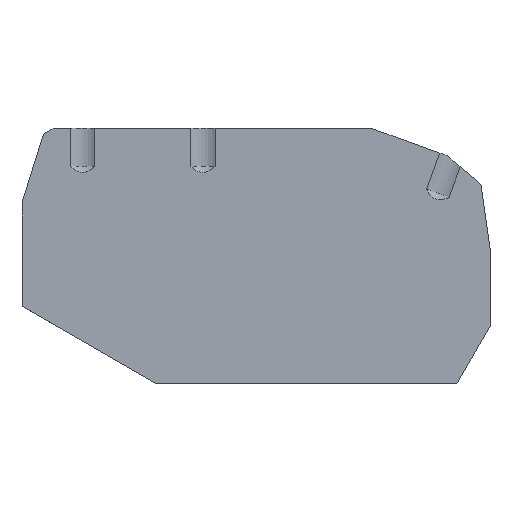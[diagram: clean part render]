
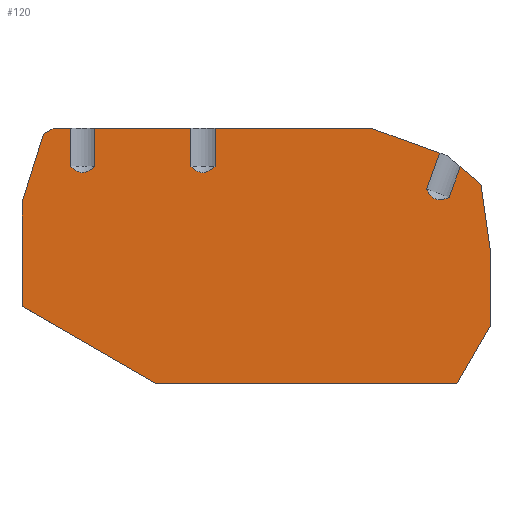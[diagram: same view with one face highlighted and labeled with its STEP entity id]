
A CAD part, top view. The second image highlights one B-rep face of the part: STEP entity #120.
In plain terms, the highlighted planar face has unit normal (0, 0, 1).
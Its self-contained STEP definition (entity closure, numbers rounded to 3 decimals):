
#120=ADVANCED_FACE('',(#163),#150,.F.);
#150=PLANE('',#607);
#163=FACE_OUTER_BOUND('',#193,.T.);
#193=EDGE_LOOP('',(#238,#239,#240,#241,#242,#243,#244,#245,#246,#247,#248,
#249,#250,#251,#252,#253,#254,#255,#256,#257,#258,#259));
#223=B_SPLINE_CURVE_WITH_KNOTS('',3,(#779,#780,#781,#782),.UNSPECIFIED.,
 .F.,.F.,(4,4),(0.,1.),.UNSPECIFIED.);
#224=B_SPLINE_CURVE_WITH_KNOTS('',3,(#790,#791,#792,#793),.UNSPECIFIED.,
 .F.,.F.,(4,4),(0.,1.),.UNSPECIFIED.);
#225=B_SPLINE_CURVE_WITH_KNOTS('',3,(#819,#820,#821,#822),.UNSPECIFIED.,
 .F.,.F.,(4,4),(0.,1.),.UNSPECIFIED.);
#238=ORIENTED_EDGE('',*,*,#429,.T.);
#239=ORIENTED_EDGE('',*,*,#430,.F.);
#240=ORIENTED_EDGE('',*,*,#431,.F.);
#241=ORIENTED_EDGE('',*,*,#432,.F.);
#242=ORIENTED_EDGE('',*,*,#433,.T.);
#243=ORIENTED_EDGE('',*,*,#434,.T.);
#244=ORIENTED_EDGE('',*,*,#435,.F.);
#245=ORIENTED_EDGE('',*,*,#436,.F.);
#246=ORIENTED_EDGE('',*,*,#437,.T.);
#247=ORIENTED_EDGE('',*,*,#438,.T.);
#248=ORIENTED_EDGE('',*,*,#439,.F.);
#249=ORIENTED_EDGE('',*,*,#440,.F.);
#250=ORIENTED_EDGE('',*,*,#441,.F.);
#251=ORIENTED_EDGE('',*,*,#442,.F.);
#252=ORIENTED_EDGE('',*,*,#443,.F.);
#253=ORIENTED_EDGE('',*,*,#444,.F.);
#254=ORIENTED_EDGE('',*,*,#445,.T.);
#255=ORIENTED_EDGE('',*,*,#446,.F.);
#256=ORIENTED_EDGE('',*,*,#447,.F.);
#257=ORIENTED_EDGE('',*,*,#448,.F.);
#258=ORIENTED_EDGE('',*,*,#449,.F.);
#259=ORIENTED_EDGE('',*,*,#450,.T.);
#384=VERTEX_POINT('',#771);
#385=VERTEX_POINT('',#772);
#386=VERTEX_POINT('',#774);
#387=VERTEX_POINT('',#776);
#388=VERTEX_POINT('',#778);
#389=VERTEX_POINT('',#783);
#390=VERTEX_POINT('',#785);
#391=VERTEX_POINT('',#787);
#392=VERTEX_POINT('',#789);
#393=VERTEX_POINT('',#794);
#394=VERTEX_POINT('',#796);
#395=VERTEX_POINT('',#798);
#396=VERTEX_POINT('',#800);
#397=VERTEX_POINT('',#802);
#398=VERTEX_POINT('',#804);
#399=VERTEX_POINT('',#806);
#400=VERTEX_POINT('',#808);
#401=VERTEX_POINT('',#810);
#402=VERTEX_POINT('',#812);
#403=VERTEX_POINT('',#814);
#404=VERTEX_POINT('',#816);
#405=VERTEX_POINT('',#818);
#429=EDGE_CURVE('',#384,#385,#502,.T.);
#430=EDGE_CURVE('',#386,#385,#503,.T.);
#431=EDGE_CURVE('',#387,#386,#504,.T.);
#432=EDGE_CURVE('',#388,#387,#505,.T.);
#433=EDGE_CURVE('',#388,#389,#223,.T.);
#434=EDGE_CURVE('',#389,#390,#506,.T.);
#435=EDGE_CURVE('',#391,#390,#507,.T.);
#436=EDGE_CURVE('',#392,#391,#508,.T.);
#437=EDGE_CURVE('',#392,#393,#224,.T.);
#438=EDGE_CURVE('',#393,#394,#509,.T.);
#439=EDGE_CURVE('',#395,#394,#510,.T.);
#440=EDGE_CURVE('',#396,#395,#511,.T.);
#441=EDGE_CURVE('',#397,#396,#512,.T.);
#442=EDGE_CURVE('',#398,#397,#513,.T.);
#443=EDGE_CURVE('',#399,#398,#514,.T.);
#444=EDGE_CURVE('',#400,#399,#515,.T.);
#445=EDGE_CURVE('',#400,#401,#516,.T.);
#446=EDGE_CURVE('',#402,#401,#517,.T.);
#447=EDGE_CURVE('',#403,#402,#518,.T.);
#448=EDGE_CURVE('',#404,#403,#519,.T.);
#449=EDGE_CURVE('',#405,#404,#520,.T.);
#450=EDGE_CURVE('',#405,#384,#225,.T.);
#502=LINE('',#770,#554);
#503=LINE('',#773,#555);
#504=LINE('',#775,#556);
#505=LINE('',#777,#557);
#506=LINE('',#784,#558);
#507=LINE('',#786,#559);
#508=LINE('',#788,#560);
#509=LINE('',#795,#561);
#510=LINE('',#797,#562);
#511=LINE('',#799,#563);
#512=LINE('',#801,#564);
#513=LINE('',#803,#565);
#514=LINE('',#805,#566);
#515=LINE('',#807,#567);
#516=LINE('',#809,#568);
#517=LINE('',#811,#569);
#518=LINE('',#813,#570);
#519=LINE('',#815,#571);
#520=LINE('',#817,#572);
#554=VECTOR('',#645,1.);
#555=VECTOR('',#646,1.);
#556=VECTOR('',#647,1.);
#557=VECTOR('',#648,1.);
#558=VECTOR('',#649,1.);
#559=VECTOR('',#650,1.);
#560=VECTOR('',#651,1.);
#561=VECTOR('',#652,1.);
#562=VECTOR('',#653,1.);
#563=VECTOR('',#654,1.);
#564=VECTOR('',#655,1.);
#565=VECTOR('',#656,1.);
#566=VECTOR('',#657,1.);
#567=VECTOR('',#658,1.);
#568=VECTOR('',#659,1.);
#569=VECTOR('',#660,1.);
#570=VECTOR('',#661,1.);
#571=VECTOR('',#662,1.);
#572=VECTOR('',#663,1.);
#607=AXIS2_PLACEMENT_3D('',#823,#664,#665);
#645=DIRECTION('',(0.342,0.94,0.));
#646=DIRECTION('',(0.94,-0.342,0.));
#647=DIRECTION('',(1.,0.,0.));
#648=DIRECTION('',(0.,1.,0.));
#649=DIRECTION('',(0.,1.,0.));
#650=DIRECTION('',(1.,0.,0.));
#651=DIRECTION('',(0.,1.,0.));
#652=DIRECTION('',(0.,1.,0.));
#653=DIRECTION('',(1.,0.,0.));
#654=DIRECTION('',(0.869,0.494,0.));
#655=DIRECTION('',(0.296,0.955,0.));
#656=DIRECTION('',(0.,1.,0.));
#657=DIRECTION('',(-0.866,0.5,0.));
#658=DIRECTION('',(-1.,0.,0.));
#659=DIRECTION('',(0.5,0.866,0.));
#660=DIRECTION('',(0.,-1.,0.));
#661=DIRECTION('',(0.139,-0.99,0.));
#662=DIRECTION('',(0.766,-0.643,0.));
#663=DIRECTION('',(0.342,0.94,0.));
#664=DIRECTION('',(0.,0.,-1.));
#665=DIRECTION('',(-1.,0.,0.));
#770=CARTESIAN_POINT('',(25.366,22.153,-0.898));
#771=CARTESIAN_POINT('',(25.366,22.153,-0.898));
#772=CARTESIAN_POINT('',(26.837,26.194,-0.898));
#773=CARTESIAN_POINT('',(19.128,29.,-0.898));
#774=CARTESIAN_POINT('',(19.128,29.,-0.898));
#775=CARTESIAN_POINT('',(1.656,29.,-0.898));
#776=CARTESIAN_POINT('',(1.656,29.,-0.898));
#777=CARTESIAN_POINT('',(1.656,24.7,-0.898));
#778=CARTESIAN_POINT('',(1.656,24.7,-0.898));
#779=CARTESIAN_POINT('',(1.656,24.7,-0.898));
#780=CARTESIAN_POINT('',(0.661,23.765,-0.898));
#781=CARTESIAN_POINT('',(-0.052,23.757,-0.898));
#782=CARTESIAN_POINT('',(-1.056,24.7,-0.898));
#783=CARTESIAN_POINT('',(-1.056,24.7,-0.898));
#784=CARTESIAN_POINT('',(-1.056,24.7,-0.898));
#785=CARTESIAN_POINT('',(-1.056,29.,-0.898));
#786=CARTESIAN_POINT('',(-11.844,29.,-0.898));
#787=CARTESIAN_POINT('',(-11.844,29.,-0.898));
#788=CARTESIAN_POINT('',(-11.844,24.7,-0.898));
#789=CARTESIAN_POINT('',(-11.844,24.7,-0.898));
#790=CARTESIAN_POINT('',(-11.844,24.7,-0.898));
#791=CARTESIAN_POINT('',(-12.839,23.765,-0.898));
#792=CARTESIAN_POINT('',(-13.552,23.757,-0.898));
#793=CARTESIAN_POINT('',(-14.556,24.7,-0.898));
#794=CARTESIAN_POINT('',(-14.556,24.7,-0.898));
#795=CARTESIAN_POINT('',(-14.556,24.7,-0.898));
#796=CARTESIAN_POINT('',(-14.556,29.,-0.898));
#797=CARTESIAN_POINT('',(-16.4,29.,-0.898));
#798=CARTESIAN_POINT('',(-16.4,29.,-0.898));
#799=CARTESIAN_POINT('',(-17.605,28.315,-0.898));
#800=CARTESIAN_POINT('',(-17.605,28.315,-0.898));
#801=CARTESIAN_POINT('',(-20.,20.6,-0.898));
#802=CARTESIAN_POINT('',(-20.,20.6,-0.898));
#803=CARTESIAN_POINT('',(-20.,9.,-0.898));
#804=CARTESIAN_POINT('',(-20.,9.,-0.898));
#805=CARTESIAN_POINT('',(-4.931,0.3,-0.898));
#806=CARTESIAN_POINT('',(-4.931,0.3,-0.898));
#807=CARTESIAN_POINT('',(28.788,0.3,-0.898));
#808=CARTESIAN_POINT('',(28.788,0.3,-0.898));
#809=CARTESIAN_POINT('',(28.788,0.3,-0.898));
#810=CARTESIAN_POINT('',(32.5,6.73,-0.898));
#811=CARTESIAN_POINT('',(32.5,15.5,-0.898));
#812=CARTESIAN_POINT('',(32.5,15.5,-0.898));
#813=CARTESIAN_POINT('',(31.485,22.719,-0.898));
#814=CARTESIAN_POINT('',(31.485,22.719,-0.898));
#815=CARTESIAN_POINT('',(29.167,24.664,-0.898));
#816=CARTESIAN_POINT('',(29.167,24.664,-0.898));
#817=CARTESIAN_POINT('',(27.916,21.226,-0.898));
#818=CARTESIAN_POINT('',(27.916,21.226,-0.898));
#819=CARTESIAN_POINT('',(27.916,21.226,-0.898));
#820=CARTESIAN_POINT('',(26.66,20.687,-0.898));
#821=CARTESIAN_POINT('',(25.987,20.923,-0.898));
#822=CARTESIAN_POINT('',(25.366,22.153,-0.898));
#823=CARTESIAN_POINT('',(12.5,0.,-0.898));
